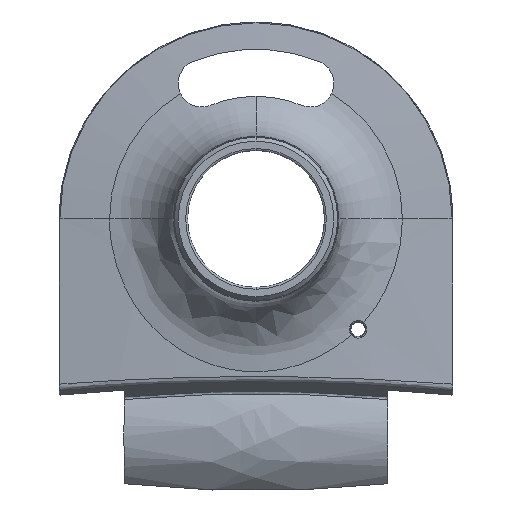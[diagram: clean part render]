
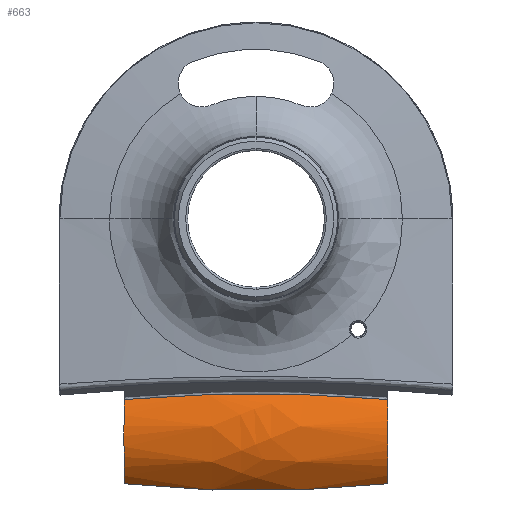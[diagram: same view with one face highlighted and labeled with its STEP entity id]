
A CAD part, front view. The second image highlights one B-rep face of the part: STEP entity #663.
In plain terms, the highlighted free-form (B-spline) face has degree [3, 3] with [4, 4] control points.
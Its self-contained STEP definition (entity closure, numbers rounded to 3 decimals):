
#110 = CARTESIAN_POINT ( 'NONE',  ( -14., -6.405, -2.79 ) ) ;
#196 = CARTESIAN_POINT ( 'NONE',  ( -14.01, -6.95, 0.595 ) ) ;
#197 = CARTESIAN_POINT ( 'NONE',  ( -4.674, -5.456, -5.851 ) ) ;
#239 = CARTESIAN_POINT ( 'NONE',  ( 14.007, -6.951, 0.98 ) ) ;
#426 = B_SPLINE_CURVE_WITH_KNOTS ( 'NONE', 3,
 ( #7864, #4711, #1476, #197, #4177, #2911 ),
 .UNSPECIFIED., .F., .F.,
 ( 4, 2, 4 ),
 ( 0., 0.5, 1. ),
 .UNSPECIFIED. ) ;
#471 = CARTESIAN_POINT ( 'NONE',  ( 14.178, -5.754, 3.894 ) ) ;
#488 = VERTEX_POINT ( 'NONE', #1838 ) ;
#542 = CARTESIAN_POINT ( 'NONE',  ( -11.96, -6.069, 4.012 ) ) ;
#663 = ADVANCED_FACE ( 'NONE', ( #6034 ), #6082, .T. ) ;
#905 = EDGE_CURVE ( 'NONE', #3646, #488, #426, .T. ) ;
#966 = CARTESIAN_POINT ( 'NONE',  ( -14.005, -6.693, 2.002 ) ) ;
#987 = CARTESIAN_POINT ( 'NONE',  ( -4.761, -6.918, 4.681 ) ) ;
#1008 = CARTESIAN_POINT ( 'NONE',  ( -13.997, -6.244, 3.134 ) ) ;
#1069 = CARTESIAN_POINT ( 'NONE',  ( 14.178, -7.356, -2.682 ) ) ;
#1088 = CARTESIAN_POINT ( 'NONE',  ( -14.008, -6.833, 1.405 ) ) ;
#1409 = CARTESIAN_POINT ( 'NONE',  ( -14.178, -4.695, -5.121 ) ) ;
#1432 = CARTESIAN_POINT ( 'NONE',  ( -14.009, -6.9, -1.03 ) ) ;
#1475 = CARTESIAN_POINT ( 'NONE',  ( -14.009, -6.93, 0.797 ) ) ;
#1476 = CARTESIAN_POINT ( 'NONE',  ( 4.674, -5.456, -5.851 ) ) ;
#1607 = CARTESIAN_POINT ( 'NONE',  ( 13.972, -4.759, -5.104 ) ) ;
#1733 = CARTESIAN_POINT ( 'NONE',  ( -13.99, -5.824, 3.84 ) ) ;
#1838 = CARTESIAN_POINT ( 'NONE',  ( -13.972, -4.759, -5.104 ) ) ;
#2432 = EDGE_CURVE ( 'NONE', #3646, #5771, #5457, .T. ) ;
#2439 = CARTESIAN_POINT ( 'NONE',  ( -13.99, -5.824, 3.84 ) ) ;
#2645 = CARTESIAN_POINT ( 'NONE',  ( -13.977, -5.06, -4.823 ) ) ;
#2687 = CARTESIAN_POINT ( 'NONE',  ( 14.002, -6.546, 2.535 ) ) ;
#2689 = CARTESIAN_POINT ( 'NONE',  ( -14.006, -6.732, -1.83 ) ) ;
#2731 = CARTESIAN_POINT ( 'NONE',  ( 13.99, -5.824, 3.84 ) ) ;
#2911 = CARTESIAN_POINT ( 'NONE',  ( -13.972, -4.759, -5.104 ) ) ;
#2997 = B_SPLINE_CURVE_WITH_KNOTS ( 'NONE', 3,
 ( #3197, #4975, #4389, #3759, #5765, #3675, #7534, #4306, #542, #2439 ),
 .UNSPECIFIED., .F., .F.,
 ( 4, 2, 2, 2, 4 ),
 ( 0., 0.25, 0.5, 0.75, 1. ),
 .UNSPECIFIED. ) ;
#3051 = CARTESIAN_POINT ( 'NONE',  ( 4.761, -5.645, -6.157 ) ) ;
#3153 = ORIENTED_EDGE ( 'NONE', *, *, #2432, .T. ) ;
#3197 = CARTESIAN_POINT ( 'NONE',  ( 13.99, -5.824, 3.84 ) ) ;
#3413 = VERTEX_POINT ( 'NONE', #6673 ) ;
#3415 = CARTESIAN_POINT ( 'NONE',  ( 13.989, -5.841, -3.906 ) ) ;
#3546 = CARTESIAN_POINT ( 'NONE',  ( -13.994, -6.05, 3.496 ) ) ;
#3564 = CARTESIAN_POINT ( 'NONE',  ( 4.761, -6.918, 4.681 ) ) ;
#3604 = CARTESIAN_POINT ( 'NONE',  ( -4.761, -9.351, 1.087 ) ) ;
#3646 = VERTEX_POINT ( 'NONE', #3940 ) ;
#3675 = CARTESIAN_POINT ( 'NONE',  ( -2.626, -6.663, 4.427 ) ) ;
#3690 = CARTESIAN_POINT ( 'NONE',  ( 4.761, -9.351, 1.087 ) ) ;
#3759 = CARTESIAN_POINT ( 'NONE',  ( 5.11, -6.575, 4.366 ) ) ;
#3893 = ORIENTED_EDGE ( 'NONE', *, *, #905, .F. ) ;
#3940 = CARTESIAN_POINT ( 'NONE',  ( 13.972, -4.759, -5.104 ) ) ;
#4004 = CARTESIAN_POINT ( 'NONE',  ( 13.982, -5.331, -4.569 ) ) ;
#4090 = CARTESIAN_POINT ( 'NONE',  ( 14.008, -7.024, 0.13 ) ) ;
#4174 = CARTESIAN_POINT ( 'NONE',  ( 14.005, -6.85, -1.562 ) ) ;
#4177 = CARTESIAN_POINT ( 'NONE',  ( -9.347, -5.223, -5.601 ) ) ;
#4306 = CARTESIAN_POINT ( 'NONE',  ( -9.777, -6.278, 4.158 ) ) ;
#4389 = CARTESIAN_POINT ( 'NONE',  ( 9.777, -6.278, 4.158 ) ) ;
#4584 = CARTESIAN_POINT ( 'NONE',  ( -13.972, -4.759, -5.104 ) ) ;
#4627 = CARTESIAN_POINT ( 'NONE',  ( -14.008, -6.866, -1.233 ) ) ;
#4669 = CARTESIAN_POINT ( 'NONE',  ( -14.01, -6.985, -0.013 ) ) ;
#4711 = CARTESIAN_POINT ( 'NONE',  ( 9.347, -5.223, -5.601 ) ) ;
#4777 = CARTESIAN_POINT ( 'NONE',  ( -14.178, -5.754, 3.894 ) ) ;
#4861 = CARTESIAN_POINT ( 'NONE',  ( -4.761, -8.844, -3.224 ) ) ;
#4908 = CARTESIAN_POINT ( 'NONE',  ( 4.761, -8.844, -3.224 ) ) ;
#4964 = ORIENTED_EDGE ( 'NONE', *, *, #7392, .F. ) ;
#4975 = CARTESIAN_POINT ( 'NONE',  ( 11.96, -6.069, 4.012 ) ) ;
#5304 = CARTESIAN_POINT ( 'NONE',  ( -14.007, -6.783, -1.633 ) ) ;
#5415 = CARTESIAN_POINT ( 'NONE',  ( 13.99, -5.824, 3.84 ) ) ;
#5457 = B_SPLINE_CURVE_WITH_KNOTS ( 'NONE', 3,
 ( #1607, #4004, #3415, #7989, #4174, #4090, #239, #2687, #5883, #2731 ),
 .UNSPECIFIED., .F., .F.,
 ( 4, 2, 2, 2, 4 ),
 ( 0., 0.25, 0.5, 0.75, 1. ),
 .UNSPECIFIED. ) ;
#5480 = CARTESIAN_POINT ( 'NONE',  ( -14.003, -6.565, 2.388 ) ) ;
#5611 = ORIENTED_EDGE ( 'NONE', *, *, #6246, .T. ) ;
#5765 = CARTESIAN_POINT ( 'NONE',  ( 2.625, -6.663, 4.427 ) ) ;
#5771 = VERTEX_POINT ( 'NONE', #5415 ) ;
#5845 = CARTESIAN_POINT ( 'NONE',  ( -13.982, -5.331, -4.519 ) ) ;
#5883 = CARTESIAN_POINT ( 'NONE',  ( 13.997, -6.218, 3.24 ) ) ;
#5885 = CARTESIAN_POINT ( 'NONE',  ( -13.994, -6.034, -3.523 ) ) ;
#5969 = CARTESIAN_POINT ( 'NONE',  ( -14.003, -6.556, -2.412 ) ) ;
#6034 = FACE_OUTER_BOUND ( 'NONE', #6845, .T. ) ;
#6057 = CARTESIAN_POINT ( 'NONE',  ( -14.008, -6.872, 1.202 ) ) ;
#6082 =( BOUNDED_SURFACE ( )  B_SPLINE_SURFACE ( 3, 3, ( 
 ( #1409, #7973, #7842, #4777 ),
 ( #7336, #4861, #3604, #987 ),
 ( #3051, #4908, #3690, #3564 ),
 ( #8100, #1069, #8178, #471 ) ),
 .UNSPECIFIED., .F., .F., .T. ) 
 B_SPLINE_SURFACE_WITH_KNOTS ( ( 4, 4 ),
 ( 4, 4 ),
 ( 0., 1. ),
 ( 0., 1. ),
 .UNSPECIFIED. ) 
 GEOMETRIC_REPRESENTATION_ITEM ( )  RATIONAL_B_SPLINE_SURFACE ( (
 ( 1., 0.838, 0.838, 1.),
 ( 0.993, 0.832, 0.832, 0.993),
 ( 0.993, 0.832, 0.832, 0.993),
 ( 1., 0.838, 0.838, 1.) ) ) 
 REPRESENTATION_ITEM ( '' )  SURFACE ( )  );
#6246 = EDGE_CURVE ( 'NONE', #5771, #3413, #2997, .T. ) ;
#6417 = B_SPLINE_CURVE_WITH_KNOTS ( 'NONE', 3,
 ( #4584, #2645, #5845, #7140, #5885, #110, #5969, #2689, #5304, #4627, #1432, #6558, #4669, #196, #1475, #6057, #1088, #966, #5480, #1008, #3546, #1733 ),
 .UNSPECIFIED., .F., .F.,
 ( 4, 2, 2, 2, 2, 2, 2, 2, 2, 2, 4 ),
 ( 0., 0.001, 0.002, 0.004, 0.004, 0.005, 0.006, 0.007, 0.007, 0.009, 0.01 ),
 .UNSPECIFIED. ) ;
#6558 = CARTESIAN_POINT ( 'NONE',  ( -14.01, -6.972, -0.419 ) ) ;
#6673 = CARTESIAN_POINT ( 'NONE',  ( -13.99, -5.824, 3.84 ) ) ;
#6845 = EDGE_LOOP ( 'NONE', ( #3153, #5611, #4964, #3893 ) ) ;
#7140 = CARTESIAN_POINT ( 'NONE',  ( -13.99, -5.818, -3.87 ) ) ;
#7336 = CARTESIAN_POINT ( 'NONE',  ( -4.761, -5.645, -6.157 ) ) ;
#7392 = EDGE_CURVE ( 'NONE', #488, #3413, #6417, .T. ) ;
#7534 = CARTESIAN_POINT ( 'NONE',  ( -5.11, -6.575, 4.366 ) ) ;
#7842 = CARTESIAN_POINT ( 'NONE',  ( -14.178, -7.778, 0.904 ) ) ;
#7864 = CARTESIAN_POINT ( 'NONE',  ( 13.972, -4.759, -5.104 ) ) ;
#7973 = CARTESIAN_POINT ( 'NONE',  ( -14.178, -7.356, -2.682 ) ) ;
#7989 = CARTESIAN_POINT ( 'NONE',  ( 14.001, -6.602, -2.401 ) ) ;
#8100 = CARTESIAN_POINT ( 'NONE',  ( 14.178, -4.695, -5.121 ) ) ;
#8178 = CARTESIAN_POINT ( 'NONE',  ( 14.178, -7.778, 0.904 ) ) ;
